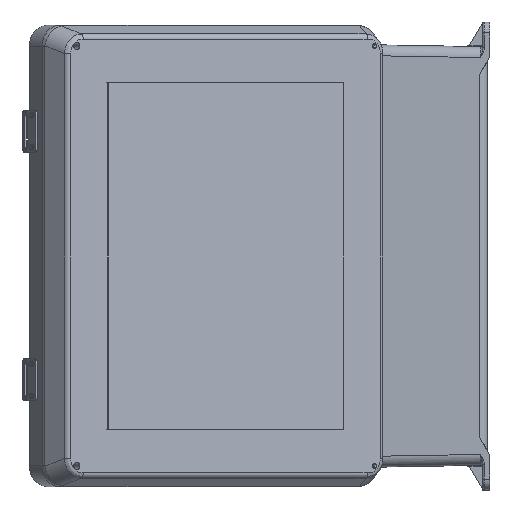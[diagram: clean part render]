
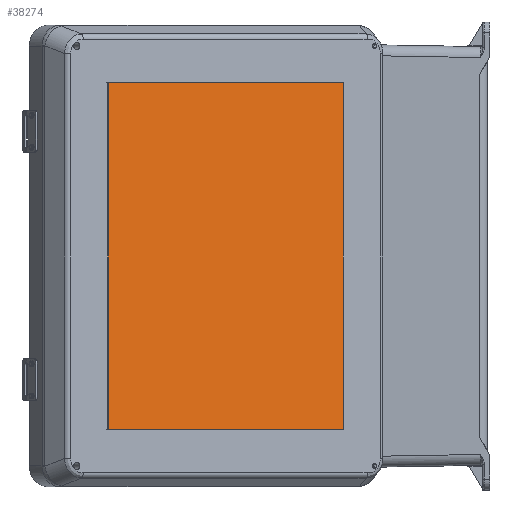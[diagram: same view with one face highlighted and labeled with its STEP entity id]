
A CAD part, left-side view. The second image highlights one B-rep face of the part: STEP entity #38274.
In plain terms, the highlighted face is planar.
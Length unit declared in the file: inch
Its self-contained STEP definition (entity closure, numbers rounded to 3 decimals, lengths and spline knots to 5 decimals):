
#43 = CARTESIAN_POINT ( 'NONE',  ( -4., 0.22, -5. ) ) ;
#811 = LINE ( 'NONE', #21806, #17154 ) ;
#1247 = DIRECTION ( 'NONE',  ( 0., 1., 0. ) ) ;
#2265 = CARTESIAN_POINT ( 'NONE',  ( -4., 0.22, 5. ) ) ;
#3589 = EDGE_CURVE ( 'NONE', #21650, #30155, #811, .T. ) ;
#5575 = DIRECTION ( 'NONE',  ( 0., 0., 1. ) ) ;
#5799 = EDGE_CURVE ( 'NONE', #30155, #37743, #23675, .T. ) ;
#5815 = ORIENTED_EDGE ( 'NONE', *, *, #5799, .T. ) ;
#6220 = VECTOR ( 'NONE', #8385, 39.37008 ) ;
#8076 = EDGE_CURVE ( 'NONE', #37743, #30232, #38915, .T. ) ;
#8385 = DIRECTION ( 'NONE',  ( 0., 0., -1. ) ) ;
#11125 = PLANE ( 'NONE',  #29728 ) ;
#12401 = ORIENTED_EDGE ( 'NONE', *, *, #3589, .T. ) ;
#13715 = CARTESIAN_POINT ( 'NONE',  ( -4., 0.22, 5. ) ) ;
#16164 = ORIENTED_EDGE ( 'NONE', *, *, #30626, .T. ) ;
#17154 = VECTOR ( 'NONE', #21673, 39.37008 ) ;
#18289 = CARTESIAN_POINT ( 'NONE',  ( 4., 0.22, 5. ) ) ;
#20587 = VECTOR ( 'NONE', #5575, 39.37008 ) ;
#21650 = VERTEX_POINT ( 'NONE', #13715 ) ;
#21673 = DIRECTION ( 'NONE',  ( 1., 0., 0. ) ) ;
#21806 = CARTESIAN_POINT ( 'NONE',  ( 4., 0.22, 5. ) ) ;
#23675 = LINE ( 'NONE', #18289, #6220 ) ;
#24689 = LINE ( 'NONE', #2265, #20587 ) ;
#26767 = CARTESIAN_POINT ( 'NONE',  ( 4., 0.22, -5. ) ) ;
#27646 = EDGE_LOOP ( 'NONE', ( #12401, #5815, #32228, #16164 ) ) ;
#29728 = AXIS2_PLACEMENT_3D ( 'NONE', #34088, #1247, #40567 ) ;
#30131 = FACE_OUTER_BOUND ( 'NONE', #27646, .T. ) ;
#30155 = VERTEX_POINT ( 'NONE', #39637 ) ;
#30183 = VECTOR ( 'NONE', #40978, 39.37008 ) ;
#30232 = VERTEX_POINT ( 'NONE', #43 ) ;
#30626 = EDGE_CURVE ( 'NONE', #30232, #21650, #24689, .T. ) ;
#32228 = ORIENTED_EDGE ( 'NONE', *, *, #8076, .T. ) ;
#33938 = CARTESIAN_POINT ( 'NONE',  ( 4., 0.22, -5. ) ) ;
#34088 = CARTESIAN_POINT ( 'NONE',  ( 4.5, 0.22, -5.5 ) ) ;
#37743 = VERTEX_POINT ( 'NONE', #26767 ) ;
#38274 = ADVANCED_FACE ( 'NONE', ( #30131 ), #11125, .T. ) ;
#38915 = LINE ( 'NONE', #33938, #30183 ) ;
#39637 = CARTESIAN_POINT ( 'NONE',  ( 4., 0.22, 5. ) ) ;
#40567 = DIRECTION ( 'NONE',  ( 0., 0., 1. ) ) ;
#40978 = DIRECTION ( 'NONE',  ( -1., 0., 0. ) ) ;
